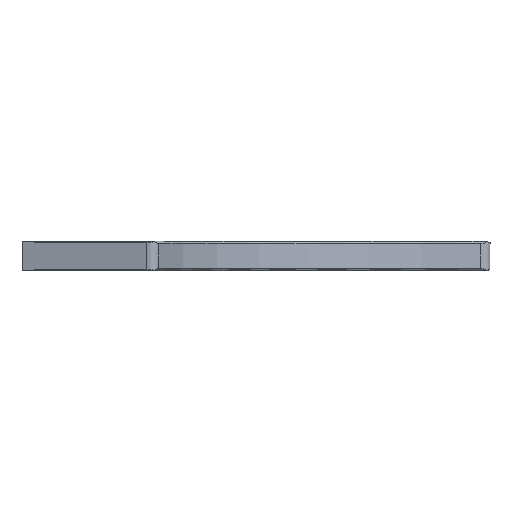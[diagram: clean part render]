
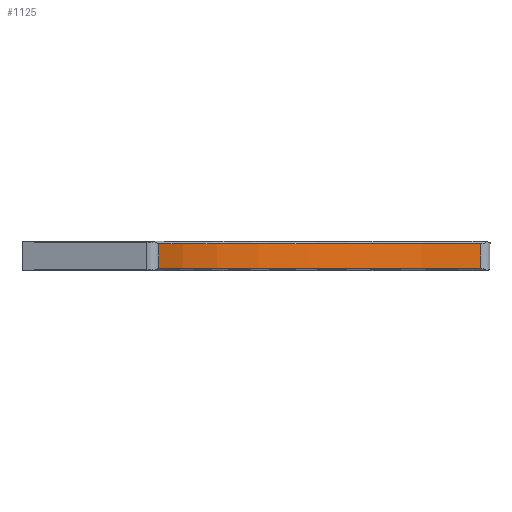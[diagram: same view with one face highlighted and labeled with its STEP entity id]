
A CAD part, left-side view. The second image highlights one B-rep face of the part: STEP entity #1125.
In plain terms, the highlighted cylindrical face has radius 112.5 mm (diameter 225 mm), a partial arc.
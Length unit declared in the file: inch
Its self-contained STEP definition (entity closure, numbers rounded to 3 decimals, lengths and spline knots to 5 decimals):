
#181 = AXIS2_PLACEMENT_3D ( 'NONE', #5331, #490, #512 ) ;
#242 = DIRECTION ( 'NONE',  ( 0., 0., -1. ) ) ;
#378 = ORIENTED_EDGE ( 'NONE', *, *, #4262, .T. ) ;
#490 = DIRECTION ( 'NONE',  ( 0., 0., 1. ) ) ;
#512 = DIRECTION ( 'NONE',  ( 1., 0., 0. ) ) ;
#549 = DIRECTION ( 'NONE',  ( 1., 0., 0. ) ) ;
#772 = CARTESIAN_POINT ( 'NONE',  ( 4.42764, 0.11504, -0.3745 ) ) ;
#778 = LINE ( 'NONE', #1240, #1537 ) ;
#800 = LINE ( 'NONE', #772, #5095 ) ;
#1125 = ADVANCED_FACE ( 'NONE', ( #4012 ), #4492, .F. ) ;
#1240 = CARTESIAN_POINT ( 'NONE',  ( 1.45575, 4.18306, -0.3745 ) ) ;
#1537 = VECTOR ( 'NONE', #242, 39.37008 ) ;
#1554 = AXIS2_PLACEMENT_3D ( 'NONE', #2761, #4856, #549 ) ;
#1700 = ORIENTED_EDGE ( 'NONE', *, *, #2525, .T. ) ;
#1797 = VERTEX_POINT ( 'NONE', #4367 ) ;
#1890 = EDGE_CURVE ( 'NONE', #2407, #3375, #800, .T. ) ;
#2001 = AXIS2_PLACEMENT_3D ( 'NONE', #2752, #4516, #5122 ) ;
#2082 = CARTESIAN_POINT ( 'NONE',  ( 1.45575, 4.18306, -0.031 ) ) ;
#2259 = EDGE_CURVE ( 'NONE', #5719, #1797, #778, .T. ) ;
#2407 = VERTEX_POINT ( 'NONE', #3505 ) ;
#2525 = EDGE_CURVE ( 'NONE', #3375, #5719, #4502, .T. ) ;
#2752 = CARTESIAN_POINT ( 'NONE',  ( 0., 0., -0.031 ) ) ;
#2761 = CARTESIAN_POINT ( 'NONE',  ( 0., 0., -0.3435 ) ) ;
#3182 = ORIENTED_EDGE ( 'NONE', *, *, #2259, .T. ) ;
#3375 = VERTEX_POINT ( 'NONE', #3932 ) ;
#3505 = CARTESIAN_POINT ( 'NONE',  ( 4.42764, 0.11504, -0.3435 ) ) ;
#3932 = CARTESIAN_POINT ( 'NONE',  ( 4.42764, 0.11504, -0.031 ) ) ;
#4012 = FACE_OUTER_BOUND ( 'NONE', #5611, .T. ) ;
#4262 = EDGE_CURVE ( 'NONE', #1797, #2407, #5166, .T. ) ;
#4367 = CARTESIAN_POINT ( 'NONE',  ( 1.45575, 4.18306, -0.3435 ) ) ;
#4492 = CYLINDRICAL_SURFACE ( 'NONE', #181, 4.42913 ) ;
#4502 = CIRCLE ( 'NONE', #2001, 4.42913 ) ;
#4516 = DIRECTION ( 'NONE',  ( 0., 0., 1. ) ) ;
#4810 = ORIENTED_EDGE ( 'NONE', *, *, #1890, .T. ) ;
#4856 = DIRECTION ( 'NONE',  ( 0., 0., -1. ) ) ;
#5095 = VECTOR ( 'NONE', #5264, 39.37008 ) ;
#5122 = DIRECTION ( 'NONE',  ( 1., 0., 0. ) ) ;
#5166 = CIRCLE ( 'NONE', #1554, 4.42913 ) ;
#5264 = DIRECTION ( 'NONE',  ( 0., 0., 1. ) ) ;
#5331 = CARTESIAN_POINT ( 'NONE',  ( 0., 0., -0.3745 ) ) ;
#5611 = EDGE_LOOP ( 'NONE', ( #1700, #3182, #378, #4810 ) ) ;
#5719 = VERTEX_POINT ( 'NONE', #2082 ) ;
